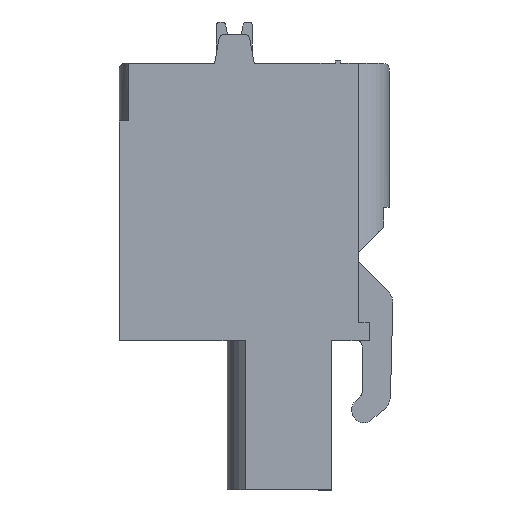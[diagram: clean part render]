
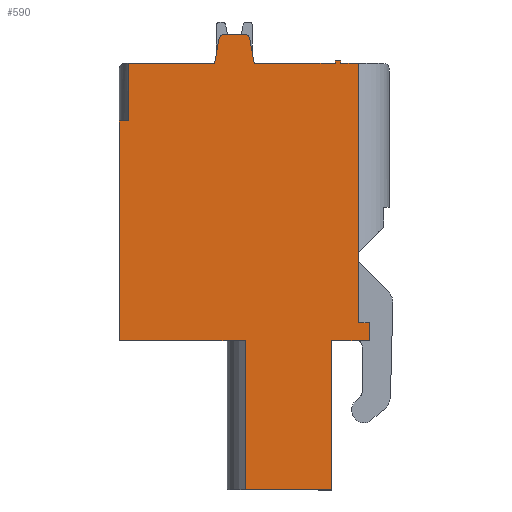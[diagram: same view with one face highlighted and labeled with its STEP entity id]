
A CAD part, left-side view. The second image highlights one B-rep face of the part: STEP entity #590.
In plain terms, the highlighted planar face has unit normal (-1, 0, 0).
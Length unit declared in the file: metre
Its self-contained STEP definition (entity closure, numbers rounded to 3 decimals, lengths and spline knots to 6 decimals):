
#590=ADVANCED_FACE('',(#1460),#1461,.F.);
#1460=FACE_OUTER_BOUND('',#2640,.T.);
#1461=PLANE('',#2641);
#2640=EDGE_LOOP('',(#4416,#4417,#4418,#4419,#4420,#4421,#4422,#4423,#4424,#4425,#4426,#4427,#4428,#4429,#4430,#4431,#4432,#4433,#4434,#4435,#4436,#4437));
#2641=AXIS2_PLACEMENT_3D('',#4438,#4439,#4440);
#4416=ORIENTED_EDGE('',*,*,#7583,.T.);
#4417=ORIENTED_EDGE('',*,*,#7213,.T.);
#4418=ORIENTED_EDGE('',*,*,#7232,.T.);
#4419=ORIENTED_EDGE('',*,*,#7208,.F.);
#4420=ORIENTED_EDGE('',*,*,#7584,.F.);
#4421=ORIENTED_EDGE('',*,*,#7585,.T.);
#4422=ORIENTED_EDGE('',*,*,#7586,.T.);
#4423=ORIENTED_EDGE('',*,*,#7587,.T.);
#4424=ORIENTED_EDGE('',*,*,#7588,.T.);
#4425=ORIENTED_EDGE('',*,*,#7589,.T.);
#4426=ORIENTED_EDGE('',*,*,#7590,.F.);
#4427=ORIENTED_EDGE('',*,*,#7591,.F.);
#4428=ORIENTED_EDGE('',*,*,#7592,.F.);
#4429=ORIENTED_EDGE('',*,*,#7593,.T.);
#4430=ORIENTED_EDGE('',*,*,#7594,.T.);
#4431=ORIENTED_EDGE('',*,*,#7595,.T.);
#4432=ORIENTED_EDGE('',*,*,#7596,.T.);
#4433=ORIENTED_EDGE('',*,*,#7597,.T.);
#4434=ORIENTED_EDGE('',*,*,#7598,.T.);
#4435=ORIENTED_EDGE('',*,*,#7564,.T.);
#4436=ORIENTED_EDGE('',*,*,#7567,.F.);
#4437=ORIENTED_EDGE('',*,*,#7508,.T.);
#4438=CARTESIAN_POINT('',(-0.09496,0.0112,-0.0215));
#4439=DIRECTION('',(1.0,0.,0.));
#4440=DIRECTION('',(0.0,1.0,0.));
#7208=EDGE_CURVE('',#8687,#8690,#8691,.T.);
#7213=EDGE_CURVE('',#8699,#8696,#8700,.T.);
#7232=EDGE_CURVE('',#8696,#8690,#8734,.T.);
#7508=EDGE_CURVE('',#9166,#9164,#9167,.T.);
#7564=EDGE_CURVE('',#9256,#9260,#9262,.T.);
#7567=EDGE_CURVE('',#9166,#9260,#9265,.T.);
#7583=EDGE_CURVE('',#9164,#8699,#9289,.T.);
#7584=EDGE_CURVE('',#9290,#8687,#9291,.T.);
#7585=EDGE_CURVE('',#9290,#9292,#9293,.T.);
#7586=EDGE_CURVE('',#9292,#9294,#9295,.T.);
#7587=EDGE_CURVE('',#9294,#9296,#9297,.T.);
#7588=EDGE_CURVE('',#9296,#9298,#9299,.T.);
#7589=EDGE_CURVE('',#9298,#9300,#9301,.T.);
#7590=EDGE_CURVE('',#9302,#9300,#9303,.T.);
#7591=EDGE_CURVE('',#9304,#9302,#9305,.T.);
#7592=EDGE_CURVE('',#9306,#9304,#9307,.T.);
#7593=EDGE_CURVE('',#9306,#9308,#9309,.T.);
#7594=EDGE_CURVE('',#9308,#9310,#9311,.T.);
#7595=EDGE_CURVE('',#9310,#9312,#9313,.T.);
#7596=EDGE_CURVE('',#9312,#9314,#9315,.T.);
#7597=EDGE_CURVE('',#9314,#9316,#9317,.T.);
#7598=EDGE_CURVE('',#9316,#9256,#9318,.T.);
#8687=VERTEX_POINT('',#10847);
#8690=VERTEX_POINT('',#10851);
#8691=LINE('',#10852,#10853);
#8696=VERTEX_POINT('',#10860);
#8699=VERTEX_POINT('',#10864);
#8700=LINE('',#10865,#10866);
#8734=LINE('',#10914,#10915);
#9164=VERTEX_POINT('',#11547);
#9166=VERTEX_POINT('',#11550);
#9167=LINE('',#11551,#11552);
#9256=VERTEX_POINT('',#11679);
#9260=VERTEX_POINT('',#11685);
#9262=LINE('',#11688,#11689);
#9265=LINE('',#11693,#11694);
#9289=LINE('',#11729,#11730);
#9290=VERTEX_POINT('',#11731);
#9291=LINE('',#11732,#11733);
#9292=VERTEX_POINT('',#11734);
#9293=LINE('',#11735,#11736);
#9294=VERTEX_POINT('',#11737);
#9295=CIRCLE('',#11738,0.0003);
#9296=VERTEX_POINT('',#11739);
#9297=LINE('',#11740,#11741);
#9298=VERTEX_POINT('',#11742);
#9299=CIRCLE('',#11743,0.0003);
#9300=VERTEX_POINT('',#11744);
#9301=LINE('',#11745,#11746);
#9302=VERTEX_POINT('',#11747);
#9303=LINE('',#11748,#11749);
#9304=VERTEX_POINT('',#11750);
#9305=LINE('',#11751,#11752);
#9306=VERTEX_POINT('',#11753);
#9307=LINE('',#11754,#11755);
#9308=VERTEX_POINT('',#11756);
#9309=LINE('',#11757,#11758);
#9310=VERTEX_POINT('',#11759);
#9311=LINE('',#11760,#11761);
#9312=VERTEX_POINT('',#11762);
#9313=LINE('',#11763,#11764);
#9314=VERTEX_POINT('',#11765);
#9315=LINE('',#11766,#11767);
#9316=VERTEX_POINT('',#11768);
#9317=LINE('',#11769,#11770);
#9318=LINE('',#11771,#11772);
#10847=CARTESIAN_POINT('',(-0.09496,0.,-0.0083));
#10851=CARTESIAN_POINT('',(-0.09496,0.,-0.00815));
#10852=CARTESIAN_POINT('',(-0.09496,0.,-0.0083));
#10853=VECTOR('',#13761,1.0);
#10860=CARTESIAN_POINT('',(-0.09496,-0.0003,-0.00815));
#10864=CARTESIAN_POINT('',(-0.09496,-0.0003,-0.0083));
#10865=CARTESIAN_POINT('',(-0.09496,-0.0003,-0.0215));
#10866=VECTOR('',#13765,1.0);
#10914=CARTESIAN_POINT('',(-0.09496,0.,-0.00815));
#10915=VECTOR('',#13789,1.0);
#11547=CARTESIAN_POINT('',(-0.09496,-0.0013,-0.0083));
#11550=CARTESIAN_POINT('',(-0.09496,-0.0013,-0.0227));
#11551=CARTESIAN_POINT('',(-0.09496,-0.0013,-0.0238));
#11552=VECTOR('',#14058,1.0);
#11679=CARTESIAN_POINT('',(-0.09496,-0.0019,-0.0237));
#11685=CARTESIAN_POINT('',(-0.09496,-0.0019,-0.0227));
#11688=CARTESIAN_POINT('',(-0.09496,-0.0019,-0.0238));
#11689=VECTOR('',#14124,1.0);
#11693=CARTESIAN_POINT('',(-0.09496,-0.0003,-0.0227));
#11694=VECTOR('',#14126,1.0);
#11729=CARTESIAN_POINT('',(-0.09496,0.0117,-0.0083));
#11730=VECTOR('',#14138,1.0);
#11731=CARTESIAN_POINT('',(-0.09496,0.0045,-0.0083));
#11732=CARTESIAN_POINT('',(-0.09496,0.0115,-0.0083));
#11733=VECTOR('',#14139,1.0);
#11734=CARTESIAN_POINT('',(-0.09496,0.004738,-0.006948));
#11735=CARTESIAN_POINT('',(-0.09496,0.004782,-0.0067));
#11736=VECTOR('',#14140,1.0);
#11737=CARTESIAN_POINT('',(-0.09496,0.005034,-0.0067));
#11738=AXIS2_PLACEMENT_3D('',#14141,#14142,#14143);
#11739=CARTESIAN_POINT('',(-0.09496,0.006166,-0.0067));
#11740=CARTESIAN_POINT('',(-0.09496,0.004822,-0.0067));
#11741=VECTOR('',#14144,1.0);
#11742=CARTESIAN_POINT('',(-0.09496,0.006462,-0.006948));
#11743=AXIS2_PLACEMENT_3D('',#14145,#14146,#14147);
#11744=CARTESIAN_POINT('',(-0.09496,0.0067,-0.0083));
#11745=CARTESIAN_POINT('',(-0.09496,0.0067,-0.0083));
#11746=VECTOR('',#14148,1.0);
#11747=CARTESIAN_POINT('',(-0.09496,0.0115,-0.0083));
#11748=CARTESIAN_POINT('',(-0.09496,0.0115,-0.0083));
#11749=VECTOR('',#14149,1.0);
#11750=CARTESIAN_POINT('',(-0.09496,0.0115,-0.0115));
#11751=CARTESIAN_POINT('',(-0.09496,0.0115,-0.0115));
#11752=VECTOR('',#14150,1.0);
#11753=CARTESIAN_POINT('',(-0.09496,0.012,-0.0115));
#11754=CARTESIAN_POINT('',(-0.09496,0.0092,-0.0115));
#11755=VECTOR('',#14151,1.0);
#11756=CARTESIAN_POINT('',(-0.09496,0.012,-0.0237));
#11757=CARTESIAN_POINT('',(-0.09496,0.012,-0.0238));
#11758=VECTOR('',#14152,1.0);
#11759=CARTESIAN_POINT('',(-0.09496,0.005,-0.0237));
#11760=CARTESIAN_POINT('',(-0.09496,0.005,-0.0237));
#11761=VECTOR('',#14153,1.0);
#11762=CARTESIAN_POINT('',(-0.09496,0.005,-0.032));
#11763=CARTESIAN_POINT('',(-0.09496,0.005,-0.032));
#11764=VECTOR('',#14154,1.0);
#11765=CARTESIAN_POINT('',(-0.09496,0.0002,-0.032));
#11766=CARTESIAN_POINT('',(-0.09496,0.0002,-0.032));
#11767=VECTOR('',#14155,1.0);
#11768=CARTESIAN_POINT('',(-0.09496,0.0002,-0.0237));
#11769=CARTESIAN_POINT('',(-0.09496,0.0002,-0.0237));
#11770=VECTOR('',#14156,1.0);
#11771=CARTESIAN_POINT('',(-0.09496,-0.0007,-0.0237));
#11772=VECTOR('',#14157,1.0);
#13761=DIRECTION('',(0.,0.0,1.0));
#13765=DIRECTION('',(0.,0.0,1.0));
#13789=DIRECTION('',(0.0,1.0,0.0));
#14058=DIRECTION('',(0.,0.,1.0));
#14124=DIRECTION('',(0.,0.,1.0));
#14126=DIRECTION('',(0.,-1.0,0.));
#14138=DIRECTION('',(0.,1.0,0.));
#14139=DIRECTION('',(0.0,-1.0,0.0));
#14140=DIRECTION('',(0.,0.174,0.985));
#14141=CARTESIAN_POINT('',(-0.09496,0.005034,-0.007));
#14142=DIRECTION('',(-1.0,0.0,0.));
#14143=DIRECTION('',(0.,0.0,-1.0));
#14144=DIRECTION('',(0.0,1.0,0.0));
#14145=CARTESIAN_POINT('',(-0.09496,0.006166,-0.007));
#14146=DIRECTION('',(-1.0,0.0,0.));
#14147=DIRECTION('',(0.,0.0,-1.0));
#14148=DIRECTION('',(0.,0.174,-0.985));
#14149=DIRECTION('',(0.0,-1.0,0.0));
#14150=DIRECTION('',(0.,0.0,1.0));
#14151=DIRECTION('',(0.,-1.0,0.));
#14152=DIRECTION('',(0.,0.,-1.0));
#14153=DIRECTION('',(0.0,-1.0,0.0));
#14154=DIRECTION('',(0.0,0.,-1.0));
#14155=DIRECTION('',(0.0,-1.0,0.));
#14156=DIRECTION('',(0.0,0.0,1.0));
#14157=DIRECTION('',(0.0,-1.0,0.0));
